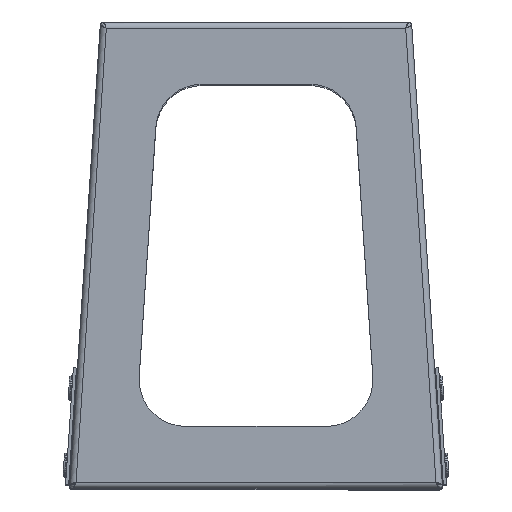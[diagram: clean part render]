
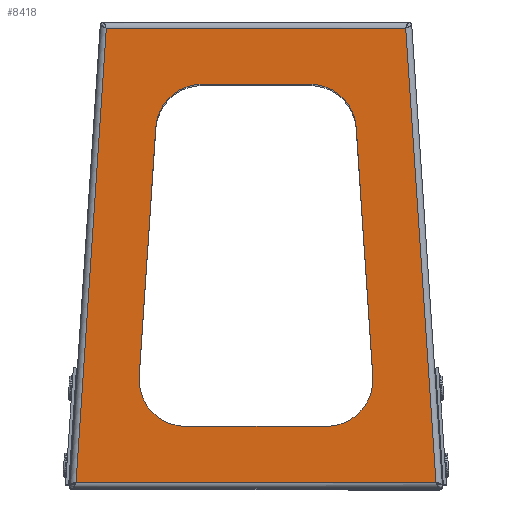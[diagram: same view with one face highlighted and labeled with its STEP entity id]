
A CAD part, top view. The second image highlights one B-rep face of the part: STEP entity #8418.
In plain terms, the highlighted planar face has unit normal (0, 0, 1).
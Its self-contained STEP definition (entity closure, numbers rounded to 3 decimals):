
#508 = DIRECTION ( 'NONE',  ( -1., 0., 0. ) ) ;
#534 = DIRECTION ( 'NONE',  ( -0.067, 0.998, 0. ) ) ;
#608 = LINE ( 'NONE', #10477, #9117 ) ;
#647 = CARTESIAN_POINT ( 'NONE',  ( 0., 0., 0. ) ) ;
#677 = LINE ( 'NONE', #7309, #5292 ) ;
#787 = EDGE_CURVE ( 'NONE', #7169, #10611, #3051, .T. ) ;
#1014 = EDGE_CURVE ( 'NONE', #7579, #6417, #6709, .T. ) ;
#1198 = EDGE_CURVE ( 'NONE', #8292, #7169, #11423, .T. ) ;
#1362 = DIRECTION ( 'NONE',  ( -0.067, -0.998, 0. ) ) ;
#1484 = EDGE_LOOP ( 'NONE', ( #8463, #4046, #12793, #2319, #2723, #10904, #2126, #13092, #2561 ) ) ;
#1536 = DIRECTION ( 'NONE',  ( 1., 0., 0. ) ) ;
#1575 = DIRECTION ( 'NONE',  ( 0., 0., 1. ) ) ;
#1594 = CARTESIAN_POINT ( 'NONE',  ( -34.511, 110., 0. ) ) ;
#1869 = LINE ( 'NONE', #6169, #4229 ) ;
#1928 = AXIS2_PLACEMENT_3D ( 'NONE', #5183, #2223, #5320 ) ;
#1974 = DIRECTION ( 'NONE',  ( -1., 0., 0. ) ) ;
#2070 = VERTEX_POINT ( 'NONE', #1594 ) ;
#2126 = ORIENTED_EDGE ( 'NONE', *, *, #11022, .F. ) ;
#2205 = VERTEX_POINT ( 'NONE', #12050 ) ;
#2223 = DIRECTION ( 'NONE',  ( 0., 0., 1. ) ) ;
#2289 = CARTESIAN_POINT ( 'NONE',  ( 115.724, -146., 0. ) ) ;
#2319 = ORIENTED_EDGE ( 'NONE', *, *, #4800, .F. ) ;
#2561 = ORIENTED_EDGE ( 'NONE', *, *, #787, .F. ) ;
#2723 = ORIENTED_EDGE ( 'NONE', *, *, #8769, .F. ) ;
#2822 = CARTESIAN_POINT ( 'NONE',  ( 75.112, -78.004, 0. ) ) ;
#2871 = VERTEX_POINT ( 'NONE', #2289 ) ;
#2907 = CARTESIAN_POINT ( 'NONE',  ( -117.789, -146., 0. ) ) ;
#3039 = DIRECTION ( 'NONE',  ( 1., 0., 0. ) ) ;
#3045 = VERTEX_POINT ( 'NONE', #4112 ) ;
#3051 = CIRCLE ( 'NONE', #3320, 30. ) ;
#3063 = DIRECTION ( 'NONE',  ( 1., 0., 0. ) ) ;
#3320 = AXIS2_PLACEMENT_3D ( 'NONE', #5118, #6571, #13011 ) ;
#3817 = CARTESIAN_POINT ( 'NONE',  ( -75.112, -78.004, 0. ) ) ;
#3974 = DIRECTION ( 'NONE',  ( -1., 0., 0. ) ) ;
#4046 = ORIENTED_EDGE ( 'NONE', *, *, #12785, .F. ) ;
#4112 = CARTESIAN_POINT ( 'NONE',  ( 96.258, 146., 0. ) ) ;
#4229 = VECTOR ( 'NONE', #508, 1000. ) ;
#4273 = CARTESIAN_POINT ( 'NONE',  ( -64.445, 81.996, 0. ) ) ;
#4488 = EDGE_CURVE ( 'NONE', #6417, #2871, #12649, .T. ) ;
#4728 = CARTESIAN_POINT ( 'NONE',  ( -45.178, -110., 0. ) ) ;
#4800 = EDGE_CURVE ( 'NONE', #11914, #13464, #11183, .T. ) ;
#4814 = DIRECTION ( 'NONE',  ( 1., 0., 0. ) ) ;
#4894 = VECTOR ( 'NONE', #3063, 1000. ) ;
#5016 = ORIENTED_EDGE ( 'NONE', *, *, #12544, .T. ) ;
#5081 = LINE ( 'NONE', #10634, #9189 ) ;
#5118 = CARTESIAN_POINT ( 'NONE',  ( 45.178, -80., 0. ) ) ;
#5183 = CARTESIAN_POINT ( 'NONE',  ( -45.178, -80., 0. ) ) ;
#5292 = VECTOR ( 'NONE', #534, 1000. ) ;
#5320 = DIRECTION ( 'NONE',  ( -1., 0., 0. ) ) ;
#5864 = FACE_OUTER_BOUND ( 'NONE', #12968, .T. ) ;
#5935 = FACE_BOUND ( 'NONE', #1484, .T. ) ;
#6033 = CARTESIAN_POINT ( 'NONE',  ( -96.258, 146., 0. ) ) ;
#6072 = ORIENTED_EDGE ( 'NONE', *, *, #7428, .T. ) ;
#6169 = CARTESIAN_POINT ( 'NONE',  ( 98.06, 146., 0. ) ) ;
#6235 = VECTOR ( 'NONE', #1362, 1000. ) ;
#6372 = CARTESIAN_POINT ( 'NONE',  ( -45.178, -110., 0. ) ) ;
#6417 = VERTEX_POINT ( 'NONE', #10603 ) ;
#6571 = DIRECTION ( 'NONE',  ( 0., 0., 1. ) ) ;
#6709 = LINE ( 'NONE', #10996, #6235 ) ;
#6885 = DIRECTION ( 'NONE',  ( 0., 0., 1. ) ) ;
#6888 = AXIS2_PLACEMENT_3D ( 'NONE', #7235, #10548, #9215 ) ;
#7169 = VERTEX_POINT ( 'NONE', #10014 ) ;
#7235 = CARTESIAN_POINT ( 'NONE',  ( 34.511, 80., 0. ) ) ;
#7309 = CARTESIAN_POINT ( 'NONE',  ( 115.862, -148.06, 0. ) ) ;
#7345 = EDGE_CURVE ( 'NONE', #10611, #7525, #608, .T. ) ;
#7428 = EDGE_CURVE ( 'NONE', #2871, #3045, #677, .T. ) ;
#7525 = VERTEX_POINT ( 'NONE', #13823 ) ;
#7579 = VERTEX_POINT ( 'NONE', #6033 ) ;
#7930 = CARTESIAN_POINT ( 'NONE',  ( -34.511, 80., 0. ) ) ;
#7989 = CIRCLE ( 'NONE', #1928, 30. ) ;
#8292 = VERTEX_POINT ( 'NONE', #9041 ) ;
#8418 = ADVANCED_FACE ( 'NONE', ( #5935, #5864 ), #10299, .T. ) ;
#8463 = ORIENTED_EDGE ( 'NONE', *, *, #1198, .F. ) ;
#8769 = EDGE_CURVE ( 'NONE', #2070, #11914, #12468, .T. ) ;
#9041 = CARTESIAN_POINT ( 'NONE',  ( 45.178, -110., 0. ) ) ;
#9117 = VECTOR ( 'NONE', #12489, 1000. ) ;
#9152 = EDGE_CURVE ( 'NONE', #13464, #13516, #7989, .T. ) ;
#9189 = VECTOR ( 'NONE', #1974, 1000. ) ;
#9215 = DIRECTION ( 'NONE',  ( -1., 0., 0. ) ) ;
#9353 = AXIS2_PLACEMENT_3D ( 'NONE', #7930, #6885, #1536 ) ;
#10014 = CARTESIAN_POINT ( 'NONE',  ( 75.178, -80., 0. ) ) ;
#10065 = CARTESIAN_POINT ( 'NONE',  ( -64.445, 81.996, 0. ) ) ;
#10299 = PLANE ( 'NONE',  #12905 ) ;
#10332 = ORIENTED_EDGE ( 'NONE', *, *, #4488, .T. ) ;
#10477 = CARTESIAN_POINT ( 'NONE',  ( 75.112, -78.004, 0. ) ) ;
#10548 = DIRECTION ( 'NONE',  ( 0., 0., 1. ) ) ;
#10603 = CARTESIAN_POINT ( 'NONE',  ( -115.724, -146., 0. ) ) ;
#10611 = VERTEX_POINT ( 'NONE', #2822 ) ;
#10634 = CARTESIAN_POINT ( 'NONE',  ( -34.511, 110., 0. ) ) ;
#10904 = ORIENTED_EDGE ( 'NONE', *, *, #13830, .F. ) ;
#10996 = CARTESIAN_POINT ( 'NONE',  ( -96.138, 147.799, 0. ) ) ;
#11022 = EDGE_CURVE ( 'NONE', #7525, #2205, #13841, .T. ) ;
#11085 = VECTOR ( 'NONE', #13122, 1000. ) ;
#11183 = LINE ( 'NONE', #10065, #11085 ) ;
#11423 = CIRCLE ( 'NONE', #13180, 30. ) ;
#11773 = LINE ( 'NONE', #6372, #4894 ) ;
#11914 = VERTEX_POINT ( 'NONE', #4273 ) ;
#12019 = ORIENTED_EDGE ( 'NONE', *, *, #1014, .T. ) ;
#12050 = CARTESIAN_POINT ( 'NONE',  ( 34.511, 110., 0. ) ) ;
#12444 = CARTESIAN_POINT ( 'NONE',  ( 45.178, -80., 0. ) ) ;
#12468 = CIRCLE ( 'NONE', #9353, 30. ) ;
#12489 = DIRECTION ( 'NONE',  ( -0.067, 0.998, 0. ) ) ;
#12544 = EDGE_CURVE ( 'NONE', #3045, #7579, #1869, .T. ) ;
#12649 = LINE ( 'NONE', #2907, #13521 ) ;
#12785 = EDGE_CURVE ( 'NONE', #13516, #8292, #11773, .T. ) ;
#12793 = ORIENTED_EDGE ( 'NONE', *, *, #9152, .F. ) ;
#12905 = AXIS2_PLACEMENT_3D ( 'NONE', #647, #1575, #4814 ) ;
#12968 = EDGE_LOOP ( 'NONE', ( #12019, #10332, #6072, #5016 ) ) ;
#13011 = DIRECTION ( 'NONE',  ( -1., 0., 0. ) ) ;
#13092 = ORIENTED_EDGE ( 'NONE', *, *, #7345, .F. ) ;
#13122 = DIRECTION ( 'NONE',  ( -0.067, -0.998, 0. ) ) ;
#13180 = AXIS2_PLACEMENT_3D ( 'NONE', #12444, #13573, #3974 ) ;
#13464 = VERTEX_POINT ( 'NONE', #3817 ) ;
#13516 = VERTEX_POINT ( 'NONE', #4728 ) ;
#13521 = VECTOR ( 'NONE', #3039, 1000. ) ;
#13573 = DIRECTION ( 'NONE',  ( 0., 0., 1. ) ) ;
#13823 = CARTESIAN_POINT ( 'NONE',  ( 64.445, 81.996, 0. ) ) ;
#13830 = EDGE_CURVE ( 'NONE', #2205, #2070, #5081, .T. ) ;
#13841 = CIRCLE ( 'NONE', #6888, 30. ) ;
